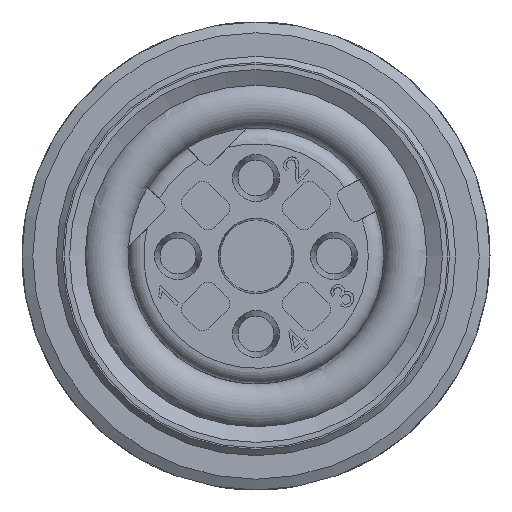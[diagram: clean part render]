
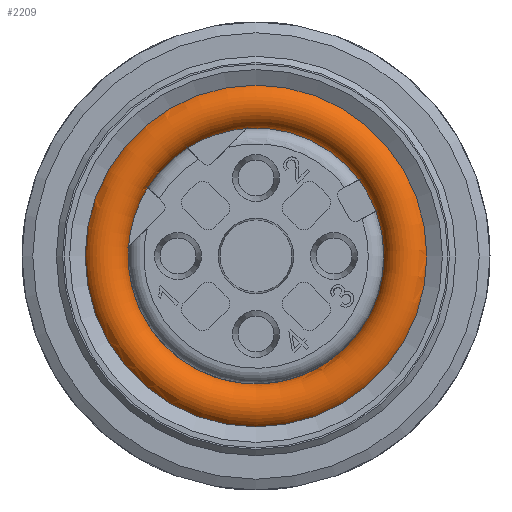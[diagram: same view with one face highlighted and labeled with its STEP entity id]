
A CAD part, left-side view. The second image highlights one B-rep face of the part: STEP entity #2209.
In plain terms, the highlighted toroidal (fillet/blend) face has major radius 4.845 mm and minor radius 0.75 mm.
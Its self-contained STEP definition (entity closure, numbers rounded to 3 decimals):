
#2209=ADVANCED_FACE('',(#3095,#3096),#2753,.T.);
#2753=TOROIDAL_SURFACE('',#8796,4.845,0.75);
#2769=B_SPLINE_CURVE_WITH_KNOTS('',3,(#11240,#11241,#11242,#11243,#11244,
#11245,#11246,#11247,#11248,#11249),.UNSPECIFIED.,.F.,.F.,(4,3,3,4),(0.,
0.404,0.809,1.),.UNSPECIFIED.);
#2770=B_SPLINE_CURVE_WITH_KNOTS('',3,(#11254,#11255,#11256,#11257,#11258,
#11259,#11260,#11261,#11262,#11263),.UNSPECIFIED.,.F.,.F.,(4,3,3,4),(0.,
0.406,0.813,1.),.UNSPECIFIED.);
#2771=B_SPLINE_CURVE_WITH_KNOTS('',3,(#11267,#11268,#11269,#11270,#11271,
#11272,#11273,#11274,#11275,#11276,#11277,#11278,#11279),.UNSPECIFIED.,
 .F.,.F.,(4,3,3,3,4),(0.,0.272,0.543,0.914,
1.),.UNSPECIFIED.);
#2772=B_SPLINE_CURVE_WITH_KNOTS('',3,(#11283,#11284,#11285,#11286,#11287,
#11288,#11289,#11290,#11291,#11292),.UNSPECIFIED.,.F.,.F.,(4,3,3,4),(0.,
0.404,0.808,1.),.UNSPECIFIED.);
#2773=B_SPLINE_CURVE_WITH_KNOTS('',3,(#11296,#11297,#11298,#11299,#11300,
#11301,#11302,#11303,#11304,#11305),.UNSPECIFIED.,.F.,.F.,(4,3,3,4),(0.,
0.404,0.808,1.),.UNSPECIFIED.);
#2774=B_SPLINE_CURVE_WITH_KNOTS('',3,(#11309,#11310,#11311,#11312,#11313,
#11314,#11315,#11316,#11317,#11318,#11319,#11320,#11321),.UNSPECIFIED.,
 .F.,.F.,(4,3,3,3,4),(0.,0.272,0.543,0.914,
1.),.UNSPECIFIED.);
#3095=FACE_BOUND('',#3257,.T.);
#3096=FACE_BOUND('',#3258,.T.);
#3257=EDGE_LOOP('',(#3900));
#3258=EDGE_LOOP('',(#3901,#3902,#3903,#3904,#3905,#3906,#3907,#3908,#3909,
#3910,#3911,#3912));
#3900=ORIENTED_EDGE('',*,*,#7243,.T.);
#3901=ORIENTED_EDGE('',*,*,#7244,.T.);
#3902=ORIENTED_EDGE('',*,*,#7245,.T.);
#3903=ORIENTED_EDGE('',*,*,#7246,.T.);
#3904=ORIENTED_EDGE('',*,*,#7247,.F.);
#3905=ORIENTED_EDGE('',*,*,#7248,.T.);
#3906=ORIENTED_EDGE('',*,*,#7249,.F.);
#3907=ORIENTED_EDGE('',*,*,#7250,.T.);
#3908=ORIENTED_EDGE('',*,*,#7251,.F.);
#3909=ORIENTED_EDGE('',*,*,#7252,.F.);
#3910=ORIENTED_EDGE('',*,*,#7253,.T.);
#3911=ORIENTED_EDGE('',*,*,#7254,.F.);
#3912=ORIENTED_EDGE('',*,*,#7255,.F.);
#6424=VERTEX_POINT('',#11239);
#6425=VERTEX_POINT('',#11250);
#6426=VERTEX_POINT('',#11251);
#6427=VERTEX_POINT('',#11253);
#6428=VERTEX_POINT('',#11264);
#6429=VERTEX_POINT('',#11266);
#6430=VERTEX_POINT('',#11280);
#6431=VERTEX_POINT('',#11282);
#6432=VERTEX_POINT('',#11293);
#6433=VERTEX_POINT('',#11295);
#6434=VERTEX_POINT('',#11306);
#6435=VERTEX_POINT('',#11308);
#6436=VERTEX_POINT('',#11322);
#7243=EDGE_CURVE('',#6424,#6424,#8505,.T.);
#7244=EDGE_CURVE('',#6425,#6426,#2769,.T.);
#7245=EDGE_CURVE('',#6426,#6427,#8506,.T.);
#7246=EDGE_CURVE('',#6427,#6428,#2770,.T.);
#7247=EDGE_CURVE('',#6429,#6428,#8507,.T.);
#7248=EDGE_CURVE('',#6429,#6430,#2771,.T.);
#7249=EDGE_CURVE('',#6431,#6430,#8508,.T.);
#7250=EDGE_CURVE('',#6431,#6432,#2772,.T.);
#7251=EDGE_CURVE('',#6433,#6432,#8509,.T.);
#7252=EDGE_CURVE('',#6434,#6433,#2773,.T.);
#7253=EDGE_CURVE('',#6434,#6435,#8510,.T.);
#7254=EDGE_CURVE('',#6436,#6435,#2774,.T.);
#7255=EDGE_CURVE('',#6425,#6436,#8511,.T.);
#8505=CIRCLE('',#8789,5.475);
#8506=CIRCLE('',#8790,4.277);
#8507=CIRCLE('',#8791,4.1);
#8508=CIRCLE('',#8792,4.277);
#8509=CIRCLE('',#8793,4.1);
#8510=CIRCLE('',#8794,4.277);
#8511=CIRCLE('',#8795,4.1);
#8789=AXIS2_PLACEMENT_3D('',#11238,#9452,#9453);
#8790=AXIS2_PLACEMENT_3D('',#11252,#9454,#9455);
#8791=AXIS2_PLACEMENT_3D('',#11265,#9456,#9457);
#8792=AXIS2_PLACEMENT_3D('',#11281,#9458,#9459);
#8793=AXIS2_PLACEMENT_3D('',#11294,#9460,#9461);
#8794=AXIS2_PLACEMENT_3D('',#11307,#9462,#9463);
#8795=AXIS2_PLACEMENT_3D('',#11323,#9464,#9465);
#8796=AXIS2_PLACEMENT_3D('',#11324,#9466,#9467);
#9452=DIRECTION('',(-1.,0.,0.));
#9453=DIRECTION('',(0.,0.,-1.));
#9454=DIRECTION('',(1.,0.,0.));
#9455=DIRECTION('',(0.,1.,0.));
#9456=DIRECTION('',(-1.,0.,0.));
#9457=DIRECTION('',(0.,0.,-1.));
#9458=DIRECTION('',(-1.,0.,0.));
#9459=DIRECTION('',(0.,-1.,0.));
#9460=DIRECTION('',(-1.,0.,0.));
#9461=DIRECTION('',(0.,0.,-1.));
#9462=DIRECTION('',(1.,0.,0.));
#9463=DIRECTION('',(0.,1.,0.));
#9464=DIRECTION('',(-1.,0.,0.));
#9465=DIRECTION('',(0.,0.,-1.));
#9466=DIRECTION('',(1.,0.,0.));
#9467=DIRECTION('',(0.,0.,-1.));
#11238=CARTESIAN_POINT('',(37.804,0.,0.));
#11239=CARTESIAN_POINT('',(37.804,0.,-5.475));
#11240=CARTESIAN_POINT('',(38.125,-3.293,2.442));
#11241=CARTESIAN_POINT('',(38.207,-3.285,2.438));
#11242=CARTESIAN_POINT('',(38.293,-3.289,2.44));
#11243=CARTESIAN_POINT('',(38.374,-3.305,2.449));
#11244=CARTESIAN_POINT('',(38.455,-3.321,2.457));
#11245=CARTESIAN_POINT('',(38.534,-3.349,2.473));
#11246=CARTESIAN_POINT('',(38.605,-3.388,2.494));
#11247=CARTESIAN_POINT('',(38.639,-3.406,2.504));
#11248=CARTESIAN_POINT('',(38.671,-3.427,2.515));
#11249=CARTESIAN_POINT('',(38.701,-3.45,2.528));
#11250=CARTESIAN_POINT('',(38.125,-3.293,2.442));
#11251=CARTESIAN_POINT('',(38.701,-3.45,2.528));
#11252=CARTESIAN_POINT('',(38.701,0.,0.));
#11253=CARTESIAN_POINT('',(38.701,-3.999,1.517));
#11254=CARTESIAN_POINT('',(38.701,-3.999,1.517));
#11255=CARTESIAN_POINT('',(38.638,-3.951,1.491));
#11256=CARTESIAN_POINT('',(38.564,-3.911,1.469));
#11257=CARTESIAN_POINT('',(38.487,-3.884,1.455));
#11258=CARTESIAN_POINT('',(38.409,-3.857,1.44));
#11259=CARTESIAN_POINT('',(38.325,-3.841,1.431));
#11260=CARTESIAN_POINT('',(38.241,-3.838,1.43));
#11261=CARTESIAN_POINT('',(38.202,-3.837,1.429));
#11262=CARTESIAN_POINT('',(38.163,-3.838,1.43));
#11263=CARTESIAN_POINT('',(38.125,-3.842,1.432));
#11264=CARTESIAN_POINT('',(38.125,-3.842,1.432));
#11265=CARTESIAN_POINT('',(38.125,0.,0.));
#11266=CARTESIAN_POINT('',(38.125,4.089,0.295));
#11267=CARTESIAN_POINT('',(38.125,4.089,0.295));
#11268=CARTESIAN_POINT('',(38.184,4.082,0.302));
#11269=CARTESIAN_POINT('',(38.246,4.082,0.302));
#11270=CARTESIAN_POINT('',(38.305,4.09,0.294));
#11271=CARTESIAN_POINT('',(38.364,4.098,0.286));
#11272=CARTESIAN_POINT('',(38.421,4.114,0.27));
#11273=CARTESIAN_POINT('',(38.473,4.135,0.249));
#11274=CARTESIAN_POINT('',(38.545,4.163,0.221));
#11275=CARTESIAN_POINT('',(38.609,4.202,0.182));
#11276=CARTESIAN_POINT('',(38.664,4.245,0.139));
#11277=CARTESIAN_POINT('',(38.677,4.255,0.129));
#11278=CARTESIAN_POINT('',(38.689,4.265,0.119));
#11279=CARTESIAN_POINT('',(38.701,4.276,0.108));
#11280=CARTESIAN_POINT('',(38.701,4.276,0.108));
#11281=CARTESIAN_POINT('',(38.701,0.,0.));
#11282=CARTESIAN_POINT('',(38.701,3.593,2.32));
#11283=CARTESIAN_POINT('',(38.701,3.593,2.32));
#11284=CARTESIAN_POINT('',(38.639,3.554,2.281));
#11285=CARTESIAN_POINT('',(38.566,3.522,2.249));
#11286=CARTESIAN_POINT('',(38.489,3.5,2.227));
#11287=CARTESIAN_POINT('',(38.412,3.478,2.205));
#11288=CARTESIAN_POINT('',(38.328,3.464,2.192));
#11289=CARTESIAN_POINT('',(38.245,3.462,2.189));
#11290=CARTESIAN_POINT('',(38.205,3.46,2.188));
#11291=CARTESIAN_POINT('',(38.164,3.461,2.189));
#11292=CARTESIAN_POINT('',(38.125,3.465,2.192));
#11293=CARTESIAN_POINT('',(38.125,3.465,2.192));
#11294=CARTESIAN_POINT('',(38.125,0.,0.));
#11295=CARTESIAN_POINT('',(38.125,2.192,3.465));
#11296=CARTESIAN_POINT('',(38.701,2.32,3.593));
#11297=CARTESIAN_POINT('',(38.639,2.281,3.554));
#11298=CARTESIAN_POINT('',(38.566,2.249,3.522));
#11299=CARTESIAN_POINT('',(38.489,2.227,3.5));
#11300=CARTESIAN_POINT('',(38.412,2.205,3.478));
#11301=CARTESIAN_POINT('',(38.328,2.192,3.464));
#11302=CARTESIAN_POINT('',(38.245,2.189,3.462));
#11303=CARTESIAN_POINT('',(38.205,2.188,3.46));
#11304=CARTESIAN_POINT('',(38.164,2.189,3.461));
#11305=CARTESIAN_POINT('',(38.125,2.192,3.465));
#11306=CARTESIAN_POINT('',(38.701,2.32,3.593));
#11307=CARTESIAN_POINT('',(38.701,0.,0.));
#11308=CARTESIAN_POINT('',(38.701,0.108,4.276));
#11309=CARTESIAN_POINT('',(38.125,0.295,4.089));
#11310=CARTESIAN_POINT('',(38.184,0.302,4.082));
#11311=CARTESIAN_POINT('',(38.246,0.302,4.082));
#11312=CARTESIAN_POINT('',(38.305,0.294,4.09));
#11313=CARTESIAN_POINT('',(38.364,0.286,4.098));
#11314=CARTESIAN_POINT('',(38.421,0.27,4.114));
#11315=CARTESIAN_POINT('',(38.473,0.249,4.135));
#11316=CARTESIAN_POINT('',(38.545,0.221,4.163));
#11317=CARTESIAN_POINT('',(38.609,0.182,4.202));
#11318=CARTESIAN_POINT('',(38.664,0.139,4.245));
#11319=CARTESIAN_POINT('',(38.677,0.129,4.255));
#11320=CARTESIAN_POINT('',(38.689,0.119,4.265));
#11321=CARTESIAN_POINT('',(38.701,0.108,4.276));
#11322=CARTESIAN_POINT('',(38.125,0.295,4.089));
#11323=CARTESIAN_POINT('',(38.125,0.,0.));
#11324=CARTESIAN_POINT('',(38.211,0.,0.));
